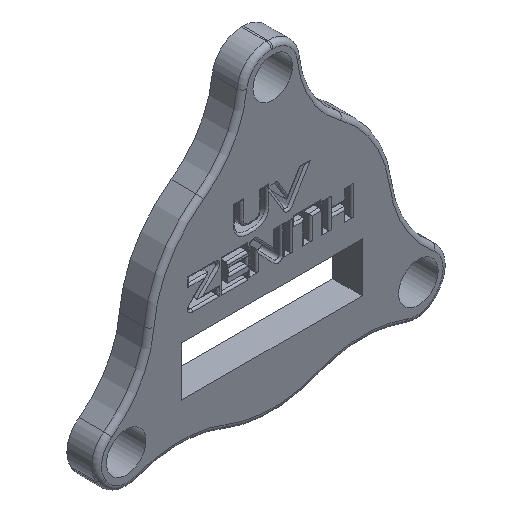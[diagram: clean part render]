
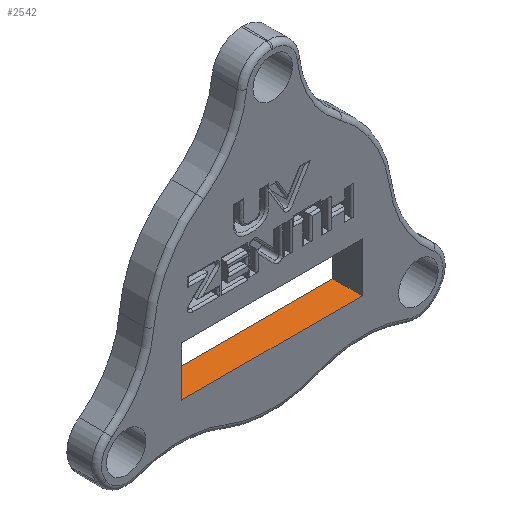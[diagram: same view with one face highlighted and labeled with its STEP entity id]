
A CAD part, isometric view. The second image highlights one B-rep face of the part: STEP entity #2542.
In plain terms, the highlighted planar face has unit normal (0, 0, 1).
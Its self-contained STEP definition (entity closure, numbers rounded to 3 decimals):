
#351=ORIENTED_EDGE('',*,*,#1081,.F.);
#352=ORIENTED_EDGE('',*,*,#1123,.F.);
#353=ORIENTED_EDGE('',*,*,#1124,.T.);
#354=ORIENTED_EDGE('',*,*,#1125,.T.);
#1081=EDGE_CURVE('',#1467,#1468,#1685,.T.);
#1123=EDGE_CURVE('',#1509,#1467,#1725,.T.);
#1124=EDGE_CURVE('',#1509,#1510,#1726,.T.);
#1125=EDGE_CURVE('',#1510,#1468,#1727,.T.);
#1467=VERTEX_POINT('',#3896);
#1468=VERTEX_POINT('',#3897);
#1509=VERTEX_POINT('',#4010);
#1510=VERTEX_POINT('',#4012);
#1685=LINE('',#3895,#1912);
#1725=LINE('',#4009,#1952);
#1726=LINE('',#4011,#1953);
#1727=LINE('',#4013,#1954);
#1912=VECTOR('',#3037,1000.);
#1952=VECTOR('',#3079,1000.);
#1953=VECTOR('',#3080,1000.);
#1954=VECTOR('',#3081,1000.);
#2137=EDGE_LOOP('',(#351,#352,#353,#354));
#2312=FACE_BOUND('',#2137,.T.);
#2474=PLANE('',#2731);
#2542=ADVANCED_FACE('',(#2312),#2474,.T.);
#2731=AXIS2_PLACEMENT_3D('',#4008,#3077,#3078);
#3037=DIRECTION('',(-1.,0.,0.));
#3077=DIRECTION('',(0.,0.,1.));
#3078=DIRECTION('',(1.,0.,0.));
#3079=DIRECTION('',(0.,-1.,0.));
#3080=DIRECTION('',(-1.,0.,0.));
#3081=DIRECTION('',(0.,-1.,0.));
#3895=CARTESIAN_POINT('',(-9.164,0.,-6.595));
#3896=CARTESIAN_POINT('',(9.106,0.,-6.595));
#3897=CARTESIAN_POINT('',(-9.164,0.,-6.595));
#4008=CARTESIAN_POINT('',(-9.164,3.,-6.595));
#4009=CARTESIAN_POINT('',(9.106,3.,-6.595));
#4010=CARTESIAN_POINT('',(9.106,3.,-6.595));
#4011=CARTESIAN_POINT('',(-9.164,3.,-6.595));
#4012=CARTESIAN_POINT('',(-9.164,3.,-6.595));
#4013=CARTESIAN_POINT('',(-9.164,3.,-6.595));
